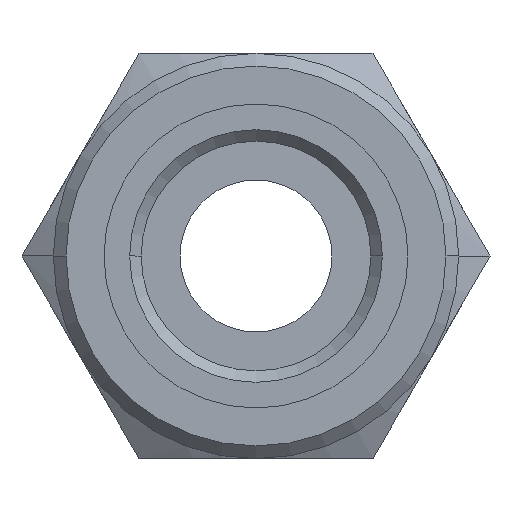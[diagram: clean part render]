
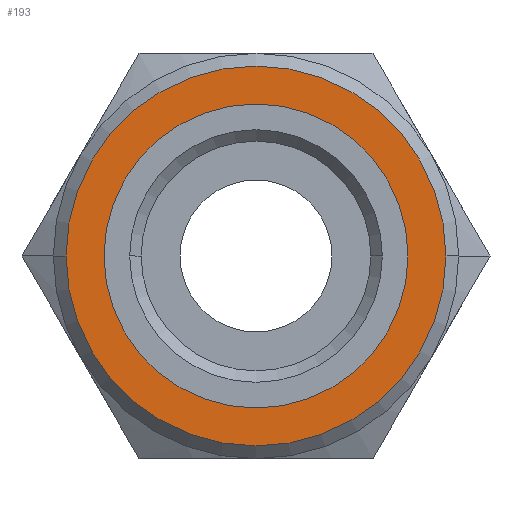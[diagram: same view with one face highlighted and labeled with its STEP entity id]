
A CAD part, front view. The second image highlights one B-rep face of the part: STEP entity #193.
In plain terms, the highlighted planar face has unit normal (0, -1, 0).
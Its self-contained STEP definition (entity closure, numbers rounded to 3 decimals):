
#193=ADVANCED_FACE('',(#401,#402),#403,.T.);
#401=FACE_BOUND('',#624,.T.);
#402=FACE_OUTER_BOUND('',#625,.T.);
#403=PLANE('',#626);
#624=EDGE_LOOP('',(#1089,#1090));
#625=EDGE_LOOP('',(#1091,#1092));
#626=AXIS2_PLACEMENT_3D('',#1093,#1094,#1095);
#1089=ORIENTED_EDGE('',*,*,#1419,.T.);
#1090=ORIENTED_EDGE('',*,*,#1393,.T.);
#1091=ORIENTED_EDGE('',*,*,#1275,.F.);
#1092=ORIENTED_EDGE('',*,*,#1428,.F.);
#1093=CARTESIAN_POINT('',(5.625,0.1,0.0));
#1094=DIRECTION('',(-0.0,-1.0,-0.0));
#1095=DIRECTION('',(-1.0,0.0,0.0));
#1275=EDGE_CURVE('',#1504,#1507,#1508,.T.);
#1393=EDGE_CURVE('',#1673,#1675,#1677,.T.);
#1419=EDGE_CURVE('',#1675,#1673,#1711,.T.);
#1428=EDGE_CURVE('',#1507,#1504,#1720,.T.);
#1504=VERTEX_POINT('',#1851);
#1507=VERTEX_POINT('',#1855);
#1508=CIRCLE('',#1856,11.25);
#1673=VERTEX_POINT('',#2234);
#1675=VERTEX_POINT('',#2237);
#1677=CIRCLE('',#2240,9.0);
#1711=CIRCLE('',#2290,9.0);
#1720=CIRCLE('',#2321,11.25);
#1851=CARTESIAN_POINT('',(11.25,0.1,0.0));
#1855=CARTESIAN_POINT('',(-11.25,0.1,0.));
#1856=AXIS2_PLACEMENT_3D('',#2394,#2395,#2396);
#2234=CARTESIAN_POINT('',(9.0,0.1,0.));
#2237=CARTESIAN_POINT('',(-9.0,0.1,0.));
#2240=AXIS2_PLACEMENT_3D('',#2548,#2549,#2550);
#2290=AXIS2_PLACEMENT_3D('',#2583,#2584,#2585);
#2321=AXIS2_PLACEMENT_3D('',#2592,#2593,#2594);
#2394=CARTESIAN_POINT('',(0.0,0.1,0.0));
#2395=DIRECTION('',(-0.0,1.0,0.0));
#2396=DIRECTION('',(1.0,0.0,0.0));
#2548=CARTESIAN_POINT('',(0.0,0.1,0.0));
#2549=DIRECTION('',(-0.0,1.0,0.0));
#2550=DIRECTION('',(1.0,0.0,0.0));
#2583=CARTESIAN_POINT('',(0.0,0.1,0.0));
#2584=DIRECTION('',(-0.0,1.0,0.0));
#2585=DIRECTION('',(1.0,0.0,0.0));
#2592=CARTESIAN_POINT('',(0.0,0.1,0.0));
#2593=DIRECTION('',(-0.0,1.0,0.0));
#2594=DIRECTION('',(1.0,0.0,0.0));
